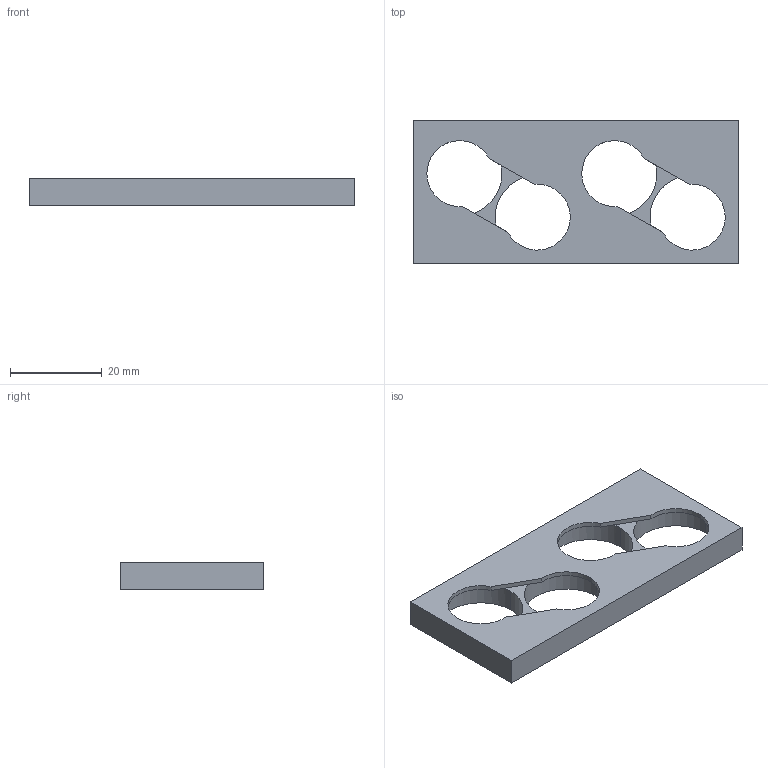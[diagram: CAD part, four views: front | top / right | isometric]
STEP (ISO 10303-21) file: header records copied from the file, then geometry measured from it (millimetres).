
FILE_DESCRIPTION (( 'STEP AP214' ), '1' );
FILE_NAME ('Battery Holder Other Side.STEP', '2017-09-23T22:49:52', ( '' ), ( '' ), 'SwSTEP 2.0', 'SolidWorks 2016', '' );
FILE_SCHEMA (( 'AUTOMOTIVE_DESIGN' ));
Length unit declared in the file: millimetre
Products named in the file (1): Battery Holder Other Side
Bounding box: 71.14 x 31.4 x 6 mm (x, y, z)
Volume: 7260.4 mm3; surface area: 5522.5 mm2
Topology: 1 solids, 1 shells, 34 faces, 92 edges, 57 vertices
Faces by surface type: cylinder 16, plane 16, cone 2
Entity records: 1112 total; most frequent: DIRECTION 200, CARTESIAN_POINT 182, ORIENTED_EDGE 180, EDGE_CURVE 90, AXIS2_PLACEMENT_3D 75, VERTEX_POINT 57, LINE 50, VECTOR 50
